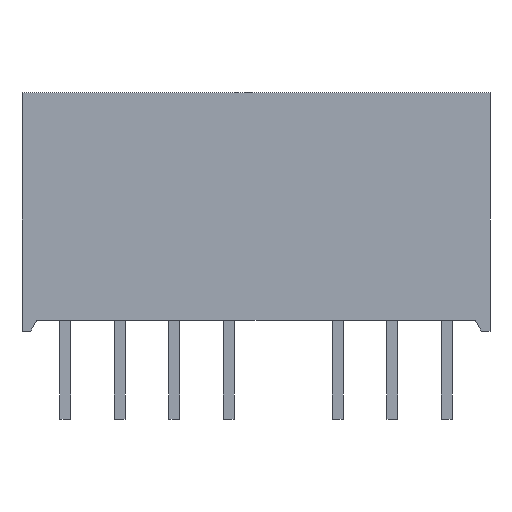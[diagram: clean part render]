
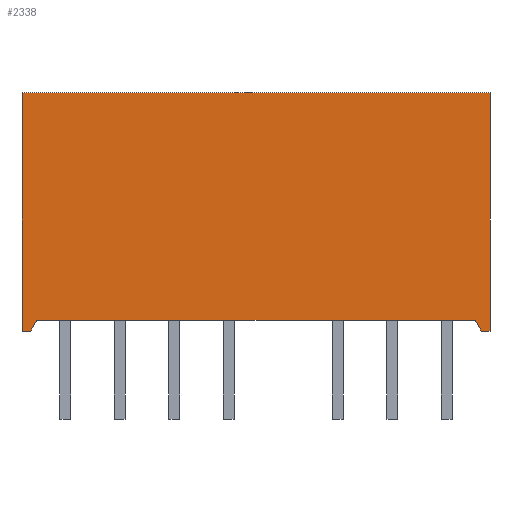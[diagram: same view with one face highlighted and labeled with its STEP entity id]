
A CAD part, left-side view. The second image highlights one B-rep face of the part: STEP entity #2338.
In plain terms, the highlighted planar face has unit normal (-1, 0, 0).
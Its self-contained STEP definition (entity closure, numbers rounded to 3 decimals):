
#2338 = ADVANCED_FACE('',(#2339),#2353,.F.);
#2339 = FACE_BOUND('',#2340,.F.);
#2340 = EDGE_LOOP('',(#2341,#2376,#2404,#2432,#2460,#2488,#2516,#2544,
    #2572));
#2341 = ORIENTED_EDGE('',*,*,#2342,.F.);
#2342 = EDGE_CURVE('',#2343,#2345,#2347,.T.);
#2343 = VERTEX_POINT('',#2344);
#2344 = CARTESIAN_POINT('',(-3.2,-10.9,11.1));
#2345 = VERTEX_POINT('',#2346);
#2346 = CARTESIAN_POINT('',(-3.2,10.9,11.1));
#2347 = SURFACE_CURVE('',#2348,(#2352,#2364),.PCURVE_S1.);
#2348 = LINE('',#2349,#2350);
#2349 = CARTESIAN_POINT('',(-3.2,-10.9,11.1));
#2350 = VECTOR('',#2351,1.);
#2351 = DIRECTION('',(0.,1.,0.));
#2352 = PCURVE('',#2353,#2358);
#2353 = PLANE('',#2354);
#2354 = AXIS2_PLACEMENT_3D('',#2355,#2356,#2357);
#2355 = CARTESIAN_POINT('',(-3.2,-10.9,0.));
#2356 = DIRECTION('',(1.,0.,0.));
#2357 = DIRECTION('',(0.,0.,1.));
#2358 = DEFINITIONAL_REPRESENTATION('',(#2359),#2363);
#2359 = LINE('',#2360,#2361);
#2360 = CARTESIAN_POINT('',(11.1,0.));
#2361 = VECTOR('',#2362,1.);
#2362 = DIRECTION('',(0.,-1.));
#2363 = ( GEOMETRIC_REPRESENTATION_CONTEXT(2) 
PARAMETRIC_REPRESENTATION_CONTEXT() REPRESENTATION_CONTEXT('2D SPACE',''
  ) );
#2364 = PCURVE('',#2365,#2370);
#2365 = PLANE('',#2366);
#2366 = AXIS2_PLACEMENT_3D('',#2367,#2368,#2369);
#2367 = CARTESIAN_POINT('',(-3.2,-10.9,11.1));
#2368 = DIRECTION('',(0.,0.,1.));
#2369 = DIRECTION('',(1.,0.,0.));
#2370 = DEFINITIONAL_REPRESENTATION('',(#2371),#2375);
#2371 = LINE('',#2372,#2373);
#2372 = CARTESIAN_POINT('',(0.,0.));
#2373 = VECTOR('',#2374,1.);
#2374 = DIRECTION('',(0.,1.));
#2375 = ( GEOMETRIC_REPRESENTATION_CONTEXT(2) 
PARAMETRIC_REPRESENTATION_CONTEXT() REPRESENTATION_CONTEXT('2D SPACE',''
  ) );
#2376 = ORIENTED_EDGE('',*,*,#2377,.F.);
#2377 = EDGE_CURVE('',#2378,#2343,#2380,.T.);
#2378 = VERTEX_POINT('',#2379);
#2379 = CARTESIAN_POINT('',(-3.2,-10.9,0.));
#2380 = SURFACE_CURVE('',#2381,(#2385,#2392),.PCURVE_S1.);
#2381 = LINE('',#2382,#2383);
#2382 = CARTESIAN_POINT('',(-3.2,-10.9,0.));
#2383 = VECTOR('',#2384,1.);
#2384 = DIRECTION('',(0.,0.,1.));
#2385 = PCURVE('',#2353,#2386);
#2386 = DEFINITIONAL_REPRESENTATION('',(#2387),#2391);
#2387 = LINE('',#2388,#2389);
#2388 = CARTESIAN_POINT('',(0.,0.));
#2389 = VECTOR('',#2390,1.);
#2390 = DIRECTION('',(1.,0.));
#2391 = ( GEOMETRIC_REPRESENTATION_CONTEXT(2) 
PARAMETRIC_REPRESENTATION_CONTEXT() REPRESENTATION_CONTEXT('2D SPACE',''
  ) );
#2392 = PCURVE('',#2393,#2398);
#2393 = PLANE('',#2394);
#2394 = AXIS2_PLACEMENT_3D('',#2395,#2396,#2397);
#2395 = CARTESIAN_POINT('',(-3.2,-10.9,0.));
#2396 = DIRECTION('',(0.,1.,0.));
#2397 = DIRECTION('',(0.,0.,1.));
#2398 = DEFINITIONAL_REPRESENTATION('',(#2399),#2403);
#2399 = LINE('',#2400,#2401);
#2400 = CARTESIAN_POINT('',(0.,0.));
#2401 = VECTOR('',#2402,1.);
#2402 = DIRECTION('',(1.,0.));
#2403 = ( GEOMETRIC_REPRESENTATION_CONTEXT(2) 
PARAMETRIC_REPRESENTATION_CONTEXT() REPRESENTATION_CONTEXT('2D SPACE',''
  ) );
#2404 = ORIENTED_EDGE('',*,*,#2405,.T.);
#2405 = EDGE_CURVE('',#2378,#2406,#2408,.T.);
#2406 = VERTEX_POINT('',#2407);
#2407 = CARTESIAN_POINT('',(-3.2,-10.5,0.));
#2408 = SURFACE_CURVE('',#2409,(#2413,#2420),.PCURVE_S1.);
#2409 = LINE('',#2410,#2411);
#2410 = CARTESIAN_POINT('',(-3.2,-10.9,0.));
#2411 = VECTOR('',#2412,1.);
#2412 = DIRECTION('',(0.,1.,0.));
#2413 = PCURVE('',#2353,#2414);
#2414 = DEFINITIONAL_REPRESENTATION('',(#2415),#2419);
#2415 = LINE('',#2416,#2417);
#2416 = CARTESIAN_POINT('',(0.,0.));
#2417 = VECTOR('',#2418,1.);
#2418 = DIRECTION('',(0.,-1.));
#2419 = ( GEOMETRIC_REPRESENTATION_CONTEXT(2) 
PARAMETRIC_REPRESENTATION_CONTEXT() REPRESENTATION_CONTEXT('2D SPACE',''
  ) );
#2420 = PCURVE('',#2421,#2426);
#2421 = PLANE('',#2422);
#2422 = AXIS2_PLACEMENT_3D('',#2423,#2424,#2425);
#2423 = CARTESIAN_POINT('',(-3.2,-10.9,0.));
#2424 = DIRECTION('',(0.,0.,1.));
#2425 = DIRECTION('',(1.,0.,0.));
#2426 = DEFINITIONAL_REPRESENTATION('',(#2427),#2431);
#2427 = LINE('',#2428,#2429);
#2428 = CARTESIAN_POINT('',(0.,0.));
#2429 = VECTOR('',#2430,1.);
#2430 = DIRECTION('',(0.,1.));
#2431 = ( GEOMETRIC_REPRESENTATION_CONTEXT(2) 
PARAMETRIC_REPRESENTATION_CONTEXT() REPRESENTATION_CONTEXT('2D SPACE',''
  ) );
#2432 = ORIENTED_EDGE('',*,*,#2433,.T.);
#2433 = EDGE_CURVE('',#2406,#2434,#2436,.T.);
#2434 = VERTEX_POINT('',#2435);
#2435 = CARTESIAN_POINT('',(-3.2,-10.211,0.5));
#2436 = SURFACE_CURVE('',#2437,(#2441,#2448),.PCURVE_S1.);
#2437 = LINE('',#2438,#2439);
#2438 = CARTESIAN_POINT('',(-3.2,-10.5,0.));
#2439 = VECTOR('',#2440,1.);
#2440 = DIRECTION('',(0.,0.5,0.866));
#2441 = PCURVE('',#2353,#2442);
#2442 = DEFINITIONAL_REPRESENTATION('',(#2443),#2447);
#2443 = LINE('',#2444,#2445);
#2444 = CARTESIAN_POINT('',(0.,-0.4));
#2445 = VECTOR('',#2446,1.);
#2446 = DIRECTION('',(0.866,-0.5));
#2447 = ( GEOMETRIC_REPRESENTATION_CONTEXT(2) 
PARAMETRIC_REPRESENTATION_CONTEXT() REPRESENTATION_CONTEXT('2D SPACE',''
  ) );
#2448 = PCURVE('',#2449,#2454);
#2449 = PLANE('',#2450);
#2450 = AXIS2_PLACEMENT_3D('',#2451,#2452,#2453);
#2451 = CARTESIAN_POINT('',(6.,-10.5,0.));
#2452 = DIRECTION('',(0.,0.866,-0.5));
#2453 = DIRECTION('',(0.,0.5,0.866));
#2454 = DEFINITIONAL_REPRESENTATION('',(#2455),#2459);
#2455 = LINE('',#2456,#2457);
#2456 = CARTESIAN_POINT('',(0.,-9.2));
#2457 = VECTOR('',#2458,1.);
#2458 = DIRECTION('',(1.,0.));
#2459 = ( GEOMETRIC_REPRESENTATION_CONTEXT(2) 
PARAMETRIC_REPRESENTATION_CONTEXT() REPRESENTATION_CONTEXT('2D SPACE',''
  ) );
#2460 = ORIENTED_EDGE('',*,*,#2461,.T.);
#2461 = EDGE_CURVE('',#2434,#2462,#2464,.T.);
#2462 = VERTEX_POINT('',#2463);
#2463 = CARTESIAN_POINT('',(-3.2,0.,0.5));
#2464 = SURFACE_CURVE('',#2465,(#2469,#2476),.PCURVE_S1.);
#2465 = LINE('',#2466,#2467);
#2466 = CARTESIAN_POINT('',(-3.2,-10.211,0.5));
#2467 = VECTOR('',#2468,1.);
#2468 = DIRECTION('',(0.,1.,0.));
#2469 = PCURVE('',#2353,#2470);
#2470 = DEFINITIONAL_REPRESENTATION('',(#2471),#2475);
#2471 = LINE('',#2472,#2473);
#2472 = CARTESIAN_POINT('',(0.5,-0.689));
#2473 = VECTOR('',#2474,1.);
#2474 = DIRECTION('',(0.,-1.));
#2475 = ( GEOMETRIC_REPRESENTATION_CONTEXT(2) 
PARAMETRIC_REPRESENTATION_CONTEXT() REPRESENTATION_CONTEXT('2D SPACE',''
  ) );
#2476 = PCURVE('',#2477,#2482);
#2477 = PLANE('',#2478);
#2478 = AXIS2_PLACEMENT_3D('',#2479,#2480,#2481);
#2479 = CARTESIAN_POINT('',(6.,-10.211,0.5));
#2480 = DIRECTION('',(0.,0.,-1.));
#2481 = DIRECTION('',(0.,1.,0.));
#2482 = DEFINITIONAL_REPRESENTATION('',(#2483),#2487);
#2483 = LINE('',#2484,#2485);
#2484 = CARTESIAN_POINT('',(0.,-9.2));
#2485 = VECTOR('',#2486,1.);
#2486 = DIRECTION('',(1.,0.));
#2487 = ( GEOMETRIC_REPRESENTATION_CONTEXT(2) 
PARAMETRIC_REPRESENTATION_CONTEXT() REPRESENTATION_CONTEXT('2D SPACE',''
  ) );
#2488 = ORIENTED_EDGE('',*,*,#2489,.T.);
#2489 = EDGE_CURVE('',#2462,#2490,#2492,.T.);
#2490 = VERTEX_POINT('',#2491);
#2491 = CARTESIAN_POINT('',(-3.2,10.211,0.5));
#2492 = SURFACE_CURVE('',#2493,(#2497,#2504),.PCURVE_S1.);
#2493 = LINE('',#2494,#2495);
#2494 = CARTESIAN_POINT('',(-3.2,0.,0.5));
#2495 = VECTOR('',#2496,1.);
#2496 = DIRECTION('',(0.,1.,0.));
#2497 = PCURVE('',#2353,#2498);
#2498 = DEFINITIONAL_REPRESENTATION('',(#2499),#2503);
#2499 = LINE('',#2500,#2501);
#2500 = CARTESIAN_POINT('',(0.5,-10.9));
#2501 = VECTOR('',#2502,1.);
#2502 = DIRECTION('',(0.,-1.));
#2503 = ( GEOMETRIC_REPRESENTATION_CONTEXT(2) 
PARAMETRIC_REPRESENTATION_CONTEXT() REPRESENTATION_CONTEXT('2D SPACE',''
  ) );
#2504 = PCURVE('',#2505,#2510);
#2505 = PLANE('',#2506);
#2506 = AXIS2_PLACEMENT_3D('',#2507,#2508,#2509);
#2507 = CARTESIAN_POINT('',(6.,0.,0.5));
#2508 = DIRECTION('',(0.,0.,-1.));
#2509 = DIRECTION('',(0.,1.,0.));
#2510 = DEFINITIONAL_REPRESENTATION('',(#2511),#2515);
#2511 = LINE('',#2512,#2513);
#2512 = CARTESIAN_POINT('',(0.,-9.2));
#2513 = VECTOR('',#2514,1.);
#2514 = DIRECTION('',(1.,0.));
#2515 = ( GEOMETRIC_REPRESENTATION_CONTEXT(2) 
PARAMETRIC_REPRESENTATION_CONTEXT() REPRESENTATION_CONTEXT('2D SPACE',''
  ) );
#2516 = ORIENTED_EDGE('',*,*,#2517,.T.);
#2517 = EDGE_CURVE('',#2490,#2518,#2520,.T.);
#2518 = VERTEX_POINT('',#2519);
#2519 = CARTESIAN_POINT('',(-3.2,10.5,0.));
#2520 = SURFACE_CURVE('',#2521,(#2525,#2532),.PCURVE_S1.);
#2521 = LINE('',#2522,#2523);
#2522 = CARTESIAN_POINT('',(-3.2,10.211,0.5));
#2523 = VECTOR('',#2524,1.);
#2524 = DIRECTION('',(0.,0.5,-0.866));
#2525 = PCURVE('',#2353,#2526);
#2526 = DEFINITIONAL_REPRESENTATION('',(#2527),#2531);
#2527 = LINE('',#2528,#2529);
#2528 = CARTESIAN_POINT('',(0.5,-21.111));
#2529 = VECTOR('',#2530,1.);
#2530 = DIRECTION('',(-0.866,-0.5));
#2531 = ( GEOMETRIC_REPRESENTATION_CONTEXT(2) 
PARAMETRIC_REPRESENTATION_CONTEXT() REPRESENTATION_CONTEXT('2D SPACE',''
  ) );
#2532 = PCURVE('',#2533,#2538);
#2533 = PLANE('',#2534);
#2534 = AXIS2_PLACEMENT_3D('',#2535,#2536,#2537);
#2535 = CARTESIAN_POINT('',(6.,10.211,0.5));
#2536 = DIRECTION('',(0.,-0.866,-0.5));
#2537 = DIRECTION('',(0.,0.5,-0.866));
#2538 = DEFINITIONAL_REPRESENTATION('',(#2539),#2543);
#2539 = LINE('',#2540,#2541);
#2540 = CARTESIAN_POINT('',(0.,-9.2));
#2541 = VECTOR('',#2542,1.);
#2542 = DIRECTION('',(1.,0.));
#2543 = ( GEOMETRIC_REPRESENTATION_CONTEXT(2) 
PARAMETRIC_REPRESENTATION_CONTEXT() REPRESENTATION_CONTEXT('2D SPACE',''
  ) );
#2544 = ORIENTED_EDGE('',*,*,#2545,.T.);
#2545 = EDGE_CURVE('',#2518,#2546,#2548,.T.);
#2546 = VERTEX_POINT('',#2547);
#2547 = CARTESIAN_POINT('',(-3.2,10.9,0.));
#2548 = SURFACE_CURVE('',#2549,(#2553,#2560),.PCURVE_S1.);
#2549 = LINE('',#2550,#2551);
#2550 = CARTESIAN_POINT('',(-3.2,-10.9,0.));
#2551 = VECTOR('',#2552,1.);
#2552 = DIRECTION('',(0.,1.,0.));
#2553 = PCURVE('',#2353,#2554);
#2554 = DEFINITIONAL_REPRESENTATION('',(#2555),#2559);
#2555 = LINE('',#2556,#2557);
#2556 = CARTESIAN_POINT('',(0.,0.));
#2557 = VECTOR('',#2558,1.);
#2558 = DIRECTION('',(0.,-1.));
#2559 = ( GEOMETRIC_REPRESENTATION_CONTEXT(2) 
PARAMETRIC_REPRESENTATION_CONTEXT() REPRESENTATION_CONTEXT('2D SPACE',''
  ) );
#2560 = PCURVE('',#2561,#2566);
#2561 = PLANE('',#2562);
#2562 = AXIS2_PLACEMENT_3D('',#2563,#2564,#2565);
#2563 = CARTESIAN_POINT('',(-3.2,-10.9,0.));
#2564 = DIRECTION('',(0.,0.,1.));
#2565 = DIRECTION('',(1.,0.,0.));
#2566 = DEFINITIONAL_REPRESENTATION('',(#2567),#2571);
#2567 = LINE('',#2568,#2569);
#2568 = CARTESIAN_POINT('',(0.,0.));
#2569 = VECTOR('',#2570,1.);
#2570 = DIRECTION('',(0.,1.));
#2571 = ( GEOMETRIC_REPRESENTATION_CONTEXT(2) 
PARAMETRIC_REPRESENTATION_CONTEXT() REPRESENTATION_CONTEXT('2D SPACE',''
  ) );
#2572 = ORIENTED_EDGE('',*,*,#2573,.T.);
#2573 = EDGE_CURVE('',#2546,#2345,#2574,.T.);
#2574 = SURFACE_CURVE('',#2575,(#2579,#2586),.PCURVE_S1.);
#2575 = LINE('',#2576,#2577);
#2576 = CARTESIAN_POINT('',(-3.2,10.9,0.));
#2577 = VECTOR('',#2578,1.);
#2578 = DIRECTION('',(0.,0.,1.));
#2579 = PCURVE('',#2353,#2580);
#2580 = DEFINITIONAL_REPRESENTATION('',(#2581),#2585);
#2581 = LINE('',#2582,#2583);
#2582 = CARTESIAN_POINT('',(0.,-21.8));
#2583 = VECTOR('',#2584,1.);
#2584 = DIRECTION('',(1.,0.));
#2585 = ( GEOMETRIC_REPRESENTATION_CONTEXT(2) 
PARAMETRIC_REPRESENTATION_CONTEXT() REPRESENTATION_CONTEXT('2D SPACE',''
  ) );
#2586 = PCURVE('',#2587,#2592);
#2587 = PLANE('',#2588);
#2588 = AXIS2_PLACEMENT_3D('',#2589,#2590,#2591);
#2589 = CARTESIAN_POINT('',(-3.2,10.9,0.));
#2590 = DIRECTION('',(0.,1.,0.));
#2591 = DIRECTION('',(0.,0.,1.));
#2592 = DEFINITIONAL_REPRESENTATION('',(#2593),#2597);
#2593 = LINE('',#2594,#2595);
#2594 = CARTESIAN_POINT('',(0.,0.));
#2595 = VECTOR('',#2596,1.);
#2596 = DIRECTION('',(1.,0.));
#2597 = ( GEOMETRIC_REPRESENTATION_CONTEXT(2) 
PARAMETRIC_REPRESENTATION_CONTEXT() REPRESENTATION_CONTEXT('2D SPACE',''
  ) );
